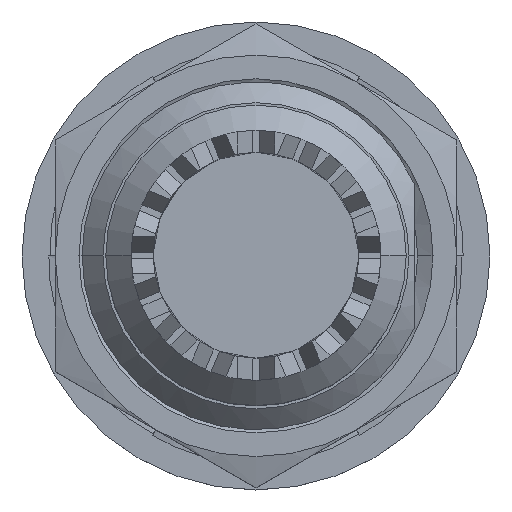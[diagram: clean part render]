
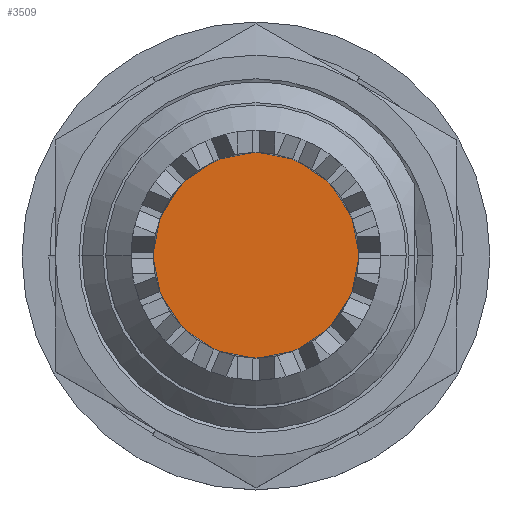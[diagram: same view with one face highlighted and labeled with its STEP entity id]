
A CAD part, top view. The second image highlights one B-rep face of the part: STEP entity #3509.
In plain terms, the highlighted planar face has unit normal (0, 0, 1).
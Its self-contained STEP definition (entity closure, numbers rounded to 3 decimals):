
#172 = DIRECTION ( 'NONE',  ( -1., 0., 0. ) ) ;
#953 = CIRCLE ( 'NONE', #9398, 3.25 ) ;
#2409 = ORIENTED_EDGE ( 'NONE', *, *, #5859, .T. ) ;
#2580 = CARTESIAN_POINT ( 'NONE',  ( 0., 0., -1.357 ) ) ;
#2902 = CARTESIAN_POINT ( 'NONE',  ( 3.25, 0., -1.357 ) ) ;
#3416 = DIRECTION ( 'NONE',  ( -1., 0., 0. ) ) ;
#3509 = ADVANCED_FACE ( 'NONE', ( #8624 ), #9630, .F. ) ;
#4584 = DIRECTION ( 'NONE',  ( 0., 0., 1. ) ) ;
#5254 = ORIENTED_EDGE ( 'NONE', *, *, #9081, .T. ) ;
#5318 = DIRECTION ( 'NONE',  ( 0., 0., -1. ) ) ;
#5419 = AXIS2_PLACEMENT_3D ( 'NONE', #6111, #5318, #172 ) ;
#5859 = EDGE_CURVE ( 'NONE', #9887, #9811, #953, .T. ) ;
#6111 = CARTESIAN_POINT ( 'NONE',  ( 0., 0., -1.357 ) ) ;
#7926 = CIRCLE ( 'NONE', #10067, 3.25 ) ;
#8079 = EDGE_LOOP ( 'NONE', ( #2409, #5254 ) ) ;
#8614 = DIRECTION ( 'NONE',  ( 0., 0., 1. ) ) ;
#8624 = FACE_OUTER_BOUND ( 'NONE', #8079, .T. ) ;
#9081 = EDGE_CURVE ( 'NONE', #9811, #9887, #7926, .T. ) ;
#9398 = AXIS2_PLACEMENT_3D ( 'NONE', #9813, #4584, #10684 ) ;
#9630 = PLANE ( 'NONE',  #5419 ) ;
#9811 = VERTEX_POINT ( 'NONE', #10618 ) ;
#9813 = CARTESIAN_POINT ( 'NONE',  ( 0., 0., -1.357 ) ) ;
#9887 = VERTEX_POINT ( 'NONE', #2902 ) ;
#10067 = AXIS2_PLACEMENT_3D ( 'NONE', #2580, #8614, #3416 ) ;
#10618 = CARTESIAN_POINT ( 'NONE',  ( -3.25, 0., -1.357 ) ) ;
#10684 = DIRECTION ( 'NONE',  ( -1., 0., 0. ) ) ;
